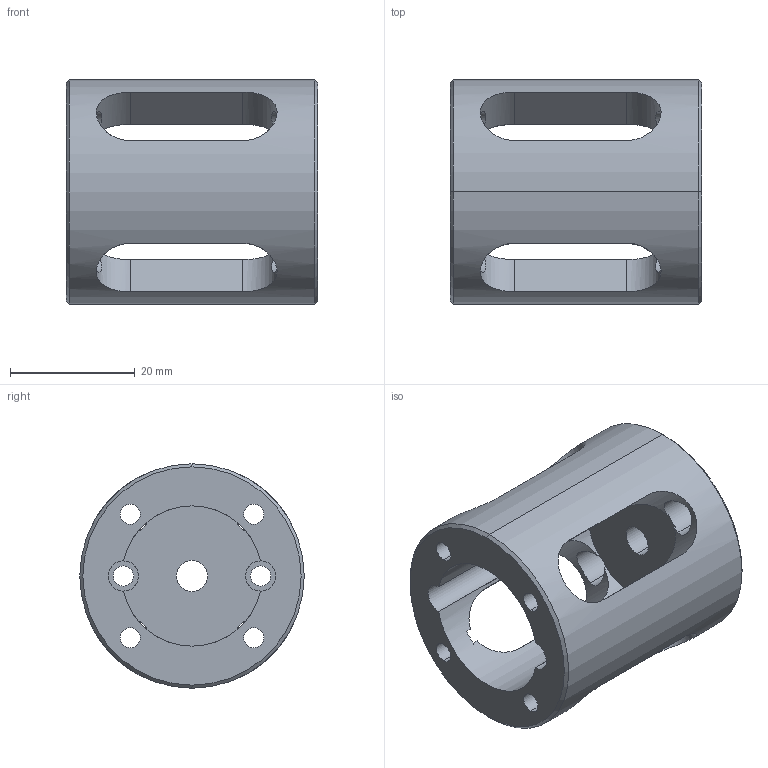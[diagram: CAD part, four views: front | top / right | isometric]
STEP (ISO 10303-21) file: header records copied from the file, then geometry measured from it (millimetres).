
FILE_DESCRIPTION (( 'STEP AP214' ), '1' );
FILE_NAME ('Connector1_AP214.STEP', '2015-01-12T03:05:23', ( '' ), ( '' ), 'SwSTEP 2.0', 'SolidWorks 2015', '' );
FILE_SCHEMA (( 'AUTOMOTIVE_DESIGN' ));
Length unit declared in the file: millimetre
Products named in the file (1): Connector1_AP214
Bounding box: 40.3 x 36 x 36 mm (x, y, z)
Volume: 17239.8 mm3; surface area: 9437 mm2
Topology: 1 solids, 1 shells, 75 faces, 233 edges, 154 vertices
Faces by surface type: cylinder 53, plane 18, cone 4
Entity records: 3671 total; most frequent: CARTESIAN_POINT 1511, ORIENTED_EDGE 466, DIRECTION 427, EDGE_CURVE 233, AXIS2_PLACEMENT_3D 166, VERTEX_POINT 154, EDGE_LOOP 99, VECTOR 95
